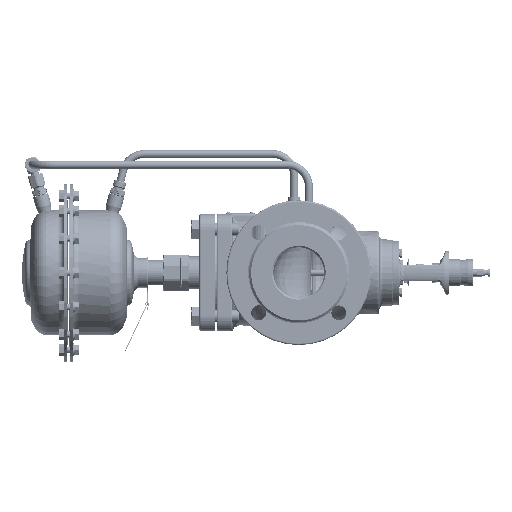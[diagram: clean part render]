
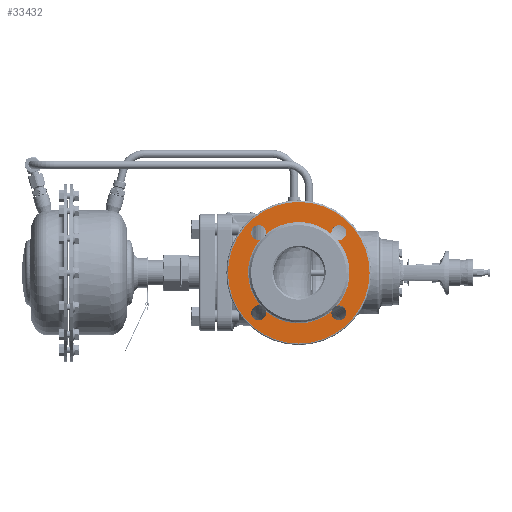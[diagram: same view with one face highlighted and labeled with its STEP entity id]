
A CAD part, left-side view. The second image highlights one B-rep face of the part: STEP entity #33432.
In plain terms, the highlighted planar face has unit normal (-1, 0, 0).
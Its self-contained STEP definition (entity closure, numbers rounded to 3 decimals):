
#2028=CARTESIAN_POINT('',(-142.,0.,0.));
#2029=DIRECTION('',(1.,0.,0.));
#2030=DIRECTION('',(0.,-1.,-0.009));
#2031=AXIS2_PLACEMENT_3D('',#2028,#2029,#2030);
#2033=CARTESIAN_POINT('',(-142.,0.,0.));
#2034=DIRECTION('',(1.,0.,0.));
#2035=DIRECTION('',(0.,1.,0.009));
#2036=AXIS2_PLACEMENT_3D('',#2033,#2034,#2035);
#2038=CARTESIAN_POINT('',(-142.,-51.265,-51.265));
#2039=DIRECTION('',(-1.,0.,0.));
#2040=DIRECTION('',(0.,1.,0.));
#2041=AXIS2_PLACEMENT_3D('',#2038,#2039,#2040);
#2043=CARTESIAN_POINT('',(-142.,-51.265,-51.265));
#2044=DIRECTION('',(-1.,0.,0.));
#2045=DIRECTION('',(0.,-1.,0.));
#2046=AXIS2_PLACEMENT_3D('',#2043,#2044,#2045);
#2048=CARTESIAN_POINT('',(-142.,0.,0.));
#2049=DIRECTION('',(-1.,0.,0.));
#2050=DIRECTION('',(0.,-0.762,-0.647));
#2051=AXIS2_PLACEMENT_3D('',#2048,#2049,#2050);
#2053=CARTESIAN_POINT('',(-142.,0.,0.));
#2054=DIRECTION('',(-1.,0.,0.));
#2055=DIRECTION('',(0.,-1.,0.011));
#2056=AXIS2_PLACEMENT_3D('',#2053,#2054,#2055);
#2058=CARTESIAN_POINT('',(-142.,-51.265,51.265));
#2059=DIRECTION('',(-1.,0.,0.));
#2060=DIRECTION('',(0.,0.193,-0.981));
#2061=AXIS2_PLACEMENT_3D('',#2058,#2059,#2060);
#2063=CARTESIAN_POINT('',(-142.,-51.265,51.265));
#2064=DIRECTION('',(-1.,0.,0.));
#2065=DIRECTION('',(0.,0.,-1.));
#2066=AXIS2_PLACEMENT_3D('',#2063,#2064,#2065);
#2068=CARTESIAN_POINT('',(-142.,-51.265,51.265));
#2069=DIRECTION('',(-1.,0.,0.));
#2070=DIRECTION('',(0.,0.,1.));
#2071=AXIS2_PLACEMENT_3D('',#2068,#2069,#2070);
#2073=CARTESIAN_POINT('',(-142.,0.,0.));
#2074=DIRECTION('',(-1.,0.,0.));
#2075=DIRECTION('',(0.,-0.647,0.762));
#2076=AXIS2_PLACEMENT_3D('',#2073,#2074,#2075);
#2078=CARTESIAN_POINT('',(-142.,51.265,51.265));
#2079=DIRECTION('',(-1.,0.,0.));
#2080=DIRECTION('',(0.,-0.981,-0.193));
#2081=AXIS2_PLACEMENT_3D('',#2078,#2079,#2080);
#2083=CARTESIAN_POINT('',(-142.,51.265,51.265));
#2084=DIRECTION('',(-1.,0.,0.));
#2085=DIRECTION('',(0.,-1.,0.));
#2086=AXIS2_PLACEMENT_3D('',#2083,#2084,#2085);
#2088=CARTESIAN_POINT('',(-142.,51.265,51.265));
#2089=DIRECTION('',(-1.,0.,0.));
#2090=DIRECTION('',(0.,1.,0.));
#2091=AXIS2_PLACEMENT_3D('',#2088,#2089,#2090);
#2093=CARTESIAN_POINT('',(-142.,0.,0.));
#2094=DIRECTION('',(-1.,0.,0.));
#2095=DIRECTION('',(0.,0.762,0.647));
#2096=AXIS2_PLACEMENT_3D('',#2093,#2094,#2095);
#2098=CARTESIAN_POINT('',(-142.,0.,0.));
#2099=DIRECTION('',(-1.,0.,0.));
#2100=DIRECTION('',(0.,1.,-0.011));
#2101=AXIS2_PLACEMENT_3D('',#2098,#2099,#2100);
#2103=CARTESIAN_POINT('',(-142.,51.265,-51.265));
#2104=DIRECTION('',(-1.,0.,0.));
#2105=DIRECTION('',(0.,-0.193,0.981));
#2106=AXIS2_PLACEMENT_3D('',#2103,#2104,#2105);
#2108=CARTESIAN_POINT('',(-142.,51.265,-51.265));
#2109=DIRECTION('',(-1.,0.,0.));
#2110=DIRECTION('',(0.,0.,1.));
#2111=AXIS2_PLACEMENT_3D('',#2108,#2109,#2110);
#2113=CARTESIAN_POINT('',(-142.,51.265,-51.265));
#2114=DIRECTION('',(-1.,0.,0.));
#2115=DIRECTION('',(0.,0.,-1.));
#2116=AXIS2_PLACEMENT_3D('',#2113,#2114,#2115);
#2118=CARTESIAN_POINT('',(-142.,0.,0.));
#2119=DIRECTION('',(-1.,0.,0.));
#2120=DIRECTION('',(0.,0.647,-0.762));
#2121=AXIS2_PLACEMENT_3D('',#2118,#2119,#2120);
#2123=CARTESIAN_POINT('',(-142.,-51.265,-51.265));
#2124=DIRECTION('',(-1.,0.,0.));
#2125=DIRECTION('',(0.,0.981,0.193));
#2126=AXIS2_PLACEMENT_3D('',#2123,#2124,#2125);
#2128=CARTESIAN_POINT('',(-142.,0.,0.));
#2129=DIRECTION('',(-1.,0.,0.));
#2130=DIRECTION('',(0.,-1.,-0.009));
#2131=AXIS2_PLACEMENT_3D('',#2128,#2129,#2130);
#2148=CARTESIAN_POINT('',(-142.,0.,0.));
#2149=DIRECTION('',(-1.,0.,0.));
#2150=DIRECTION('',(0.,1.,0.009));
#2151=AXIS2_PLACEMENT_3D('',#2148,#2149,#2150);
#24414=CARTESIAN_POINT('',(-142.,-41.944,49.431));
#25692=CARTESIAN_POINT('',(-142.,-49.431,41.944));
#25693=CARTESIAN_POINT('',(-142.,-51.265,41.765));
#25694=VERTEX_POINT('',#25692);
#25695=VERTEX_POINT('',#25693);
#25696=VERTEX_POINT('',#24414);
#25697=CARTESIAN_POINT('',(-142.,-51.265,60.765));
#25698=VERTEX_POINT('',#25697);
#25703=CARTESIAN_POINT('',(-142.,-90.496,-0.859));
#25704=CARTESIAN_POINT('',(-142.,90.5,0.));
#25705=VERTEX_POINT('',#25703);
#25706=VERTEX_POINT('',#25704);
#25707=CARTESIAN_POINT('',(-142.,-90.5,0.));
#25708=VERTEX_POINT('',#25707);
#25709=CARTESIAN_POINT('',(-142.,90.496,0.859));
#25710=VERTEX_POINT('',#25709);
#25711=CARTESIAN_POINT('',(-142.,-41.765,-51.265));
#25712=CARTESIAN_POINT('',(-142.,-60.765,-51.265));
#25713=VERTEX_POINT('',#25711);
#25714=VERTEX_POINT('',#25712);
#25715=CARTESIAN_POINT('',(-142.,-49.431,-41.944));
#25716=VERTEX_POINT('',#25715);
#25717=CARTESIAN_POINT('',(-142.,-64.825,0.7));
#25718=VERTEX_POINT('',#25717);
#25719=CARTESIAN_POINT('',(-142.,41.944,49.431));
#25720=VERTEX_POINT('',#25719);
#25721=CARTESIAN_POINT('',(-142.,41.765,51.265));
#25722=VERTEX_POINT('',#25721);
#25723=CARTESIAN_POINT('',(-142.,60.765,51.265));
#25724=VERTEX_POINT('',#25723);
#25725=CARTESIAN_POINT('',(-142.,49.431,41.944));
#25726=VERTEX_POINT('',#25725);
#25727=CARTESIAN_POINT('',(-142.,64.825,-0.7));
#25728=CARTESIAN_POINT('',(-142.,49.431,-41.944));
#25729=VERTEX_POINT('',#25727);
#25730=VERTEX_POINT('',#25728);
#25731=CARTESIAN_POINT('',(-142.,51.265,-41.765));
#25732=VERTEX_POINT('',#25731);
#25733=CARTESIAN_POINT('',(-142.,51.265,-60.765));
#25734=VERTEX_POINT('',#25733);
#25735=CARTESIAN_POINT('',(-142.,41.944,-49.431));
#25736=VERTEX_POINT('',#25735);
#25737=CARTESIAN_POINT('',(-142.,-41.944,-49.431));
#25738=VERTEX_POINT('',#25737);
#33381=CARTESIAN_POINT('',(-142.,0.,0.));
#33382=DIRECTION('',(1.,0.,0.));
#33383=DIRECTION('',(0.,-1.,0.));
#33384=AXIS2_PLACEMENT_3D('',#33381,#33382,#33383);
#33385=PLANE('',#33384);
#33387=ORIENTED_EDGE('',*,*,#33386,.F.);
#33389=ORIENTED_EDGE('',*,*,#33388,.T.);
#33391=ORIENTED_EDGE('',*,*,#33390,.F.);
#33393=ORIENTED_EDGE('',*,*,#33392,.T.);
#33394=EDGE_LOOP('',(#33387,#33389,#33391,#33393));
#33395=FACE_OUTER_BOUND('',#33394,.F.);
#33397=ORIENTED_EDGE('',*,*,#33396,.T.);
#33399=ORIENTED_EDGE('',*,*,#33398,.T.);
#33401=ORIENTED_EDGE('',*,*,#33400,.T.);
#33403=ORIENTED_EDGE('',*,*,#33402,.T.);
#33404=ORIENTED_EDGE('',*,*,#33363,.T.);
#33406=ORIENTED_EDGE('',*,*,#33405,.T.);
#33407=ORIENTED_EDGE('',*,*,#33370,.T.);
#33409=ORIENTED_EDGE('',*,*,#33408,.T.);
#33411=ORIENTED_EDGE('',*,*,#33410,.T.);
#33413=ORIENTED_EDGE('',*,*,#33412,.T.);
#33415=ORIENTED_EDGE('',*,*,#33414,.T.);
#33417=ORIENTED_EDGE('',*,*,#33416,.T.);
#33419=ORIENTED_EDGE('',*,*,#33418,.T.);
#33421=ORIENTED_EDGE('',*,*,#33420,.T.);
#33423=ORIENTED_EDGE('',*,*,#33422,.T.);
#33425=ORIENTED_EDGE('',*,*,#33424,.T.);
#33427=ORIENTED_EDGE('',*,*,#33426,.T.);
#33429=ORIENTED_EDGE('',*,*,#33428,.T.);
#33430=EDGE_LOOP('',(#33397,#33399,#33401,#33403,#33404,#33406,#33407,#33409,
#33411,#33413,#33415,#33417,#33419,#33421,#33423,#33425,#33427,#33429));
#33431=FACE_BOUND('',#33430,.F.);
#33432=ADVANCED_FACE('',(#33395,#33431),#33385,.F.);
#2032=CIRCLE('',#2031,90.5);
#2037=CIRCLE('',#2036,90.5);
#2042=CIRCLE('',#2041,9.5);
#2047=CIRCLE('',#2046,9.5);
#2052=CIRCLE('',#2051,64.828);
#2057=CIRCLE('',#2056,64.828);
#2062=CIRCLE('',#2061,9.5);
#2067=CIRCLE('',#2066,9.5);
#2072=CIRCLE('',#2071,9.5);
#2077=CIRCLE('',#2076,64.828);
#2082=CIRCLE('',#2081,9.5);
#2087=CIRCLE('',#2086,9.5);
#2092=CIRCLE('',#2091,9.5);
#2097=CIRCLE('',#2096,64.828);
#2102=CIRCLE('',#2101,64.828);
#2107=CIRCLE('',#2106,9.5);
#2112=CIRCLE('',#2111,9.5);
#2117=CIRCLE('',#2116,9.5);
#2122=CIRCLE('',#2121,64.828);
#2127=CIRCLE('',#2126,9.5);
#2132=CIRCLE('',#2131,90.5);
#2152=CIRCLE('',#2151,90.5);
#33363=EDGE_CURVE('',#25694,#25695,#2062,.T.);
#33370=EDGE_CURVE('',#25698,#25696,#2072,.T.);
#33386=EDGE_CURVE('',#25705,#25708,#2132,.T.);
#33388=EDGE_CURVE('',#25705,#25706,#2032,.T.);
#33390=EDGE_CURVE('',#25710,#25706,#2152,.T.);
#33392=EDGE_CURVE('',#25710,#25708,#2037,.T.);
#33396=EDGE_CURVE('',#25713,#25714,#2042,.T.);
#33398=EDGE_CURVE('',#25714,#25716,#2047,.T.);
#33400=EDGE_CURVE('',#25716,#25718,#2052,.T.);
#33402=EDGE_CURVE('',#25718,#25694,#2057,.T.);
#33405=EDGE_CURVE('',#25695,#25698,#2067,.T.);
#33408=EDGE_CURVE('',#25696,#25720,#2077,.T.);
#33410=EDGE_CURVE('',#25720,#25722,#2082,.T.);
#33412=EDGE_CURVE('',#25722,#25724,#2087,.T.);
#33414=EDGE_CURVE('',#25724,#25726,#2092,.T.);
#33416=EDGE_CURVE('',#25726,#25729,#2097,.T.);
#33418=EDGE_CURVE('',#25729,#25730,#2102,.T.);
#33420=EDGE_CURVE('',#25730,#25732,#2107,.T.);
#33422=EDGE_CURVE('',#25732,#25734,#2112,.T.);
#33424=EDGE_CURVE('',#25734,#25736,#2117,.T.);
#33426=EDGE_CURVE('',#25736,#25738,#2122,.T.);
#33428=EDGE_CURVE('',#25738,#25713,#2127,.T.);
